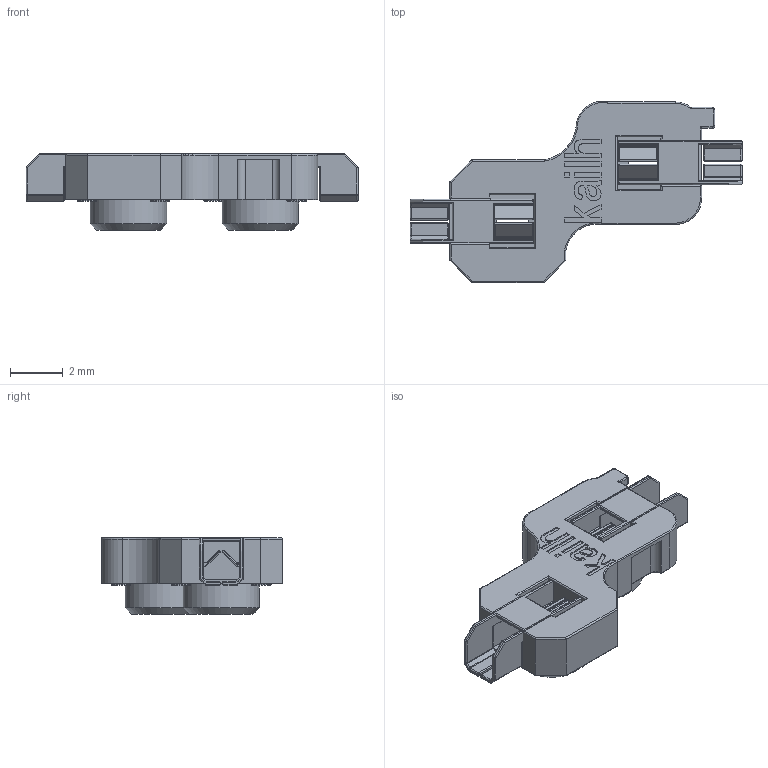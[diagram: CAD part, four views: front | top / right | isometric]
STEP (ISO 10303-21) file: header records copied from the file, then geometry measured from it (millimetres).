
FILE_DESCRIPTION(('FreeCAD Model'),'2;1');
FILE_NAME('Choc-socket.step', '2018-09-05T00:07:39',('kicad StepUp'),('ksu MCAD'), 'Open CASCADE STEP processor 7.2','FreeCAD','Unknown');
FILE_SCHEMA(('AUTOMOTIVE_DESIGN { 1 0 10303 214 1 1 1 1 }'));
Length unit declared in the file: millimetre
Products named in the file (4): Choc-socket; metal-contact1; metal-contact2; plastic-body
Assembly tree (3 placements, depth 2):
  Choc-socket
    metal-contact1
    metal-contact2
    plastic-body
Bounding box: 12.6 x 6.87 x 2.9 mm (x, y, z)
Volume: 72.4 mm3; surface area: 255.9 mm2
Topology: 3 solids, 3 shells, 582 faces, 1361 edges, 800 vertices
Faces by surface type: cylinder 244, plane 182, torus 48, sphere 40, extrusion 37, revolution 14, cone 10, bspline 7
Full cylindrical faces by diameter (mm): 0.75 x6, 2.9 x2
Entity records: 21468 total; most frequent: CARTESIAN_POINT 3952, DIRECTION 2873, ORIENTED_EDGE 2722, EDGE_CURVE 1361, AXIS2_PLACEMENT_3D 1031, VERTEX_POINT 800, VECTOR 797, LINE 760
